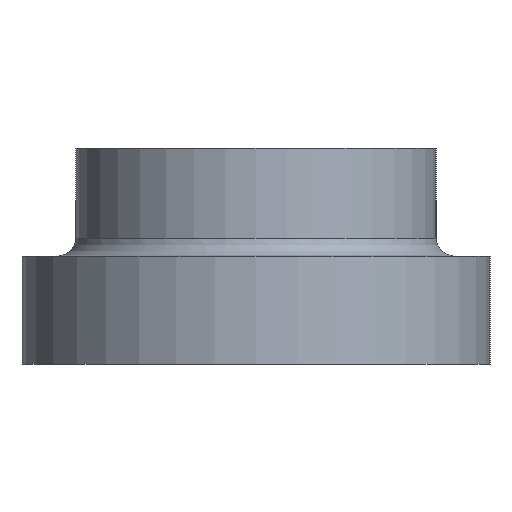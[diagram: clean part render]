
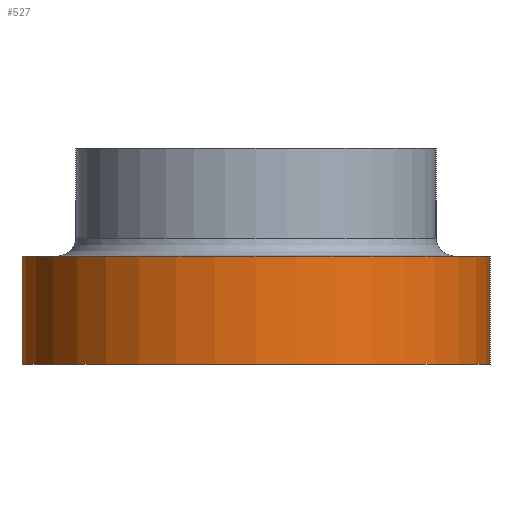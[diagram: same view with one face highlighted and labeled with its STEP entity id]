
A CAD part, left-side view. The second image highlights one B-rep face of the part: STEP entity #527.
In plain terms, the highlighted cylindrical face has radius 6.5 mm (diameter 13 mm), a partial arc.
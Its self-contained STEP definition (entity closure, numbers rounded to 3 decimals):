
#149=CARTESIAN_POINT('',(-13.918,6.5,3.));
#150=VERTEX_POINT('',#149);
#159=CARTESIAN_POINT('',(-13.918,-6.5,3.));
#160=VERTEX_POINT('',#159);
#161=CARTESIAN_POINT('',(-13.918,0.0,3.));
#162=DIRECTION('',(0.0,0.0,-1.0));
#163=DIRECTION('',(0.0,1.0,0.0));
#164=AXIS2_PLACEMENT_3D('',#161,#162,#163);
#165=CIRCLE('',#164,6.5);
#166=EDGE_CURVE('',#160,#150,#165,.T.);
#444=CARTESIAN_POINT('',(-13.918,6.5,0.0));
#445=VERTEX_POINT('',#444);
#452=CARTESIAN_POINT('',(-13.918,6.5,0.0));
#453=DIRECTION('',(0.0,0.0,1.0));
#454=VECTOR('',#453,3.);
#455=LINE('',#452,#454);
#456=EDGE_CURVE('',#445,#150,#455,.T.);
#492=CARTESIAN_POINT('',(-13.918,-6.5,0.0));
#493=VERTEX_POINT('',#492);
#494=CARTESIAN_POINT('',(-13.918,-6.5,0.0));
#495=DIRECTION('',(0.0,0.0,1.0));
#496=VECTOR('',#495,3.);
#497=LINE('',#494,#496);
#498=EDGE_CURVE('',#493,#160,#497,.T.);
#510=CARTESIAN_POINT('',(-13.918,0.0,0.0));
#511=DIRECTION('',(0.0,0.0,1.0));
#512=DIRECTION('',(0.0,1.0,0.0));
#513=AXIS2_PLACEMENT_3D('',#510,#511,#512);
#514=CYLINDRICAL_SURFACE('',#513,6.5);
#515=ORIENTED_EDGE('',*,*,#166,.T.);
#516=ORIENTED_EDGE('',*,*,#456,.F.);
#517=CARTESIAN_POINT('',(-13.918,0.0,0.0));
#518=DIRECTION('',(0.0,0.0,1.0));
#519=DIRECTION('',(0.0,1.0,0.0));
#520=AXIS2_PLACEMENT_3D('',#517,#518,#519);
#521=CIRCLE('',#520,6.5);
#522=EDGE_CURVE('',#445,#493,#521,.T.);
#523=ORIENTED_EDGE('',*,*,#522,.T.);
#524=ORIENTED_EDGE('',*,*,#498,.T.);
#525=EDGE_LOOP('',(#515,#516,#523,#524));
#526=FACE_OUTER_BOUND('',#525,.T.);
#527=ADVANCED_FACE('',(#526),#514,.T.);
